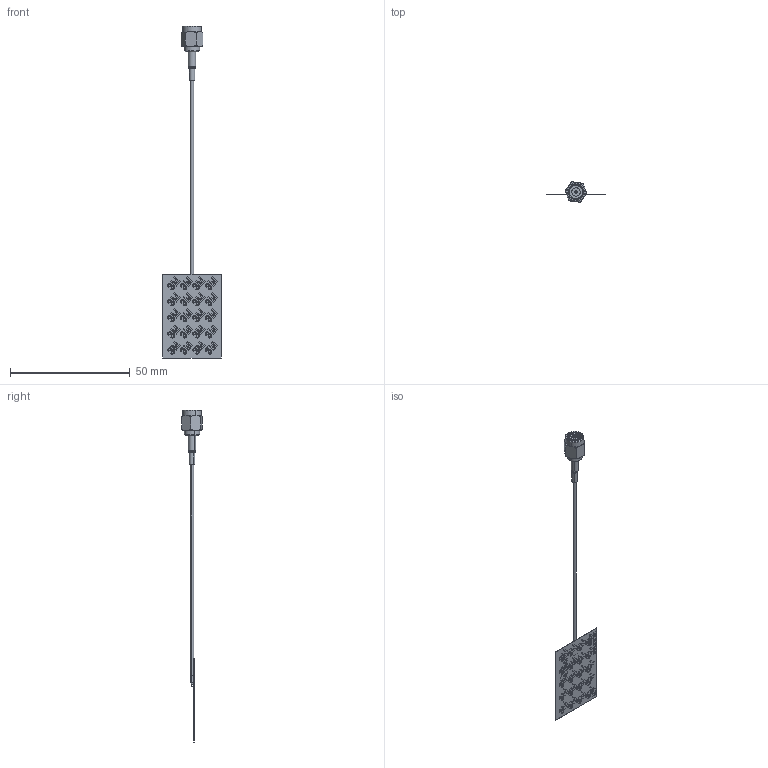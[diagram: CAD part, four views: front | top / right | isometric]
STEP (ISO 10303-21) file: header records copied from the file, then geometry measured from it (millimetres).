
FILE_DESCRIPTION (( 'STEP AP214' ), '1' );
FILE_NAME ('FXUWB10.01.0100C_web.STEP', '2022-03-15T16:49:24', ( '' ), ( '' ), 'SwSTEP 2.0', 'SolidWorks 2018', '' );
FILE_SCHEMA (( 'AUTOMOTIVE_DESIGN' ));
Length unit declared in the file: millimetre
Products named in the file (1): FXUWB10.01.0100C_web
Bounding box: 24.5 x 8.53 x 138.35 mm (x, y, z)
Surface area: 2739.5 mm2 (no closed solid volume)
Topology: 0 solids, 33 shells, 331 faces, 3206 edges, 2836 vertices
Faces by surface type: plane 229, bspline 57, cylinder 29, cone 8, torus 8
Entity records: 45529 total; most frequent: CARTESIAN_POINT 23112, ORIENTED_EDGE 3695, EDGE_CURVE 3206, VERTEX_POINT 2836, DIRECTION 2309, VECTOR 1631, LINE 1631, B_SPLINE_CURVE_WITH_KNOTS 1486
